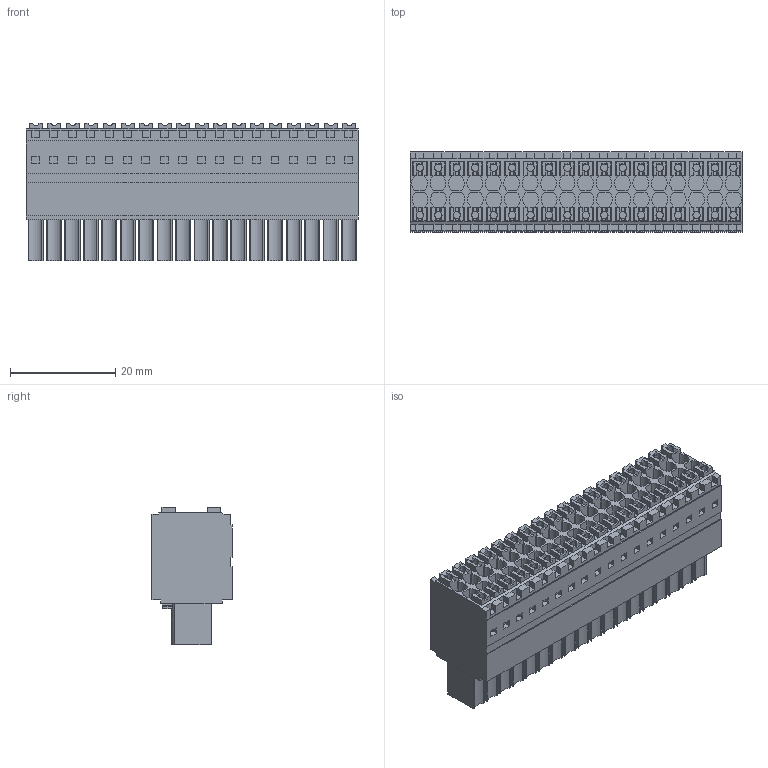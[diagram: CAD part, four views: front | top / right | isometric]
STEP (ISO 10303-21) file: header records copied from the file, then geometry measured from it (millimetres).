
FILE_DESCRIPTION(('CATIA V5 STEP','CAx-IF Rec.Pracs.--- Model Styling and Organization---1.2---2011-12-15'),'2;1');
FILE_NAME ('D1450435_0', '2017-05-27T10:45:35+00:00', ('none'), ('Weidmueller'), 'CATIA Version 5-6 Release 2014', 'CATIA V5 STEP AP214', 'none');
FILE_SCHEMA(('AUTOMOTIVE_DESIGN { 1 0 10303 214 1 1 1 1 }'));
Products named in the file (1): 1277450000
Bounding box: 63 x 15.2 x 26.05 mm (x, y, z)
Volume: 17406.2 mm3; surface area: 13685.7 mm2
Topology: 37 solids, 37 shells, 1928 faces, 5359 edges, 3577 vertices
Faces by surface type: plane 1748, cylinder 180
Entity records: 57452 total; most frequent: CARTESIAN_POINT 11158, ORIENTED_EDGE 10718, DIRECTION 7533, EDGE_CURVE 5359, VECTOR 4603, LINE 4603, VERTEX_POINT 3577, EDGE_LOOP 2072
